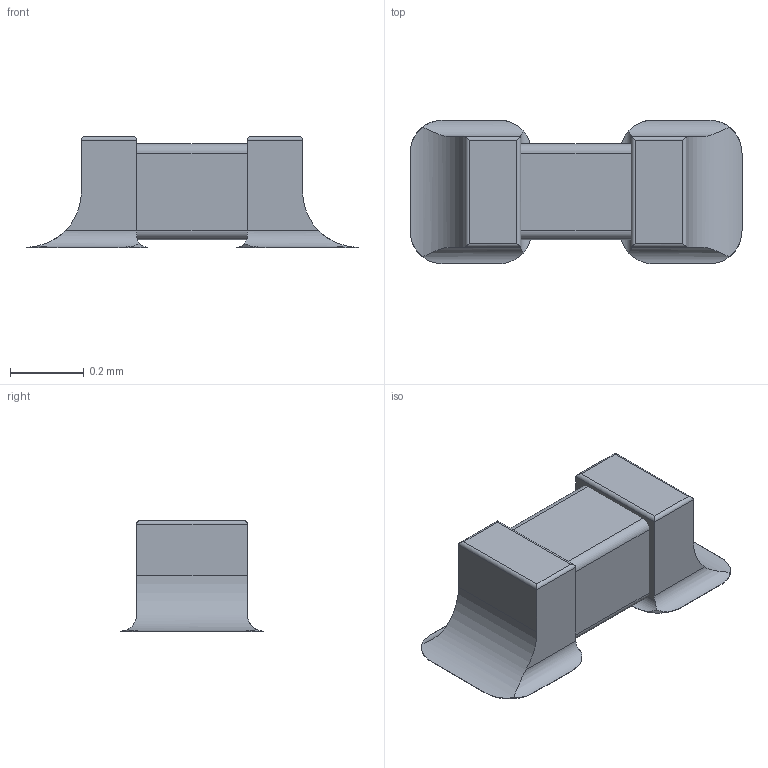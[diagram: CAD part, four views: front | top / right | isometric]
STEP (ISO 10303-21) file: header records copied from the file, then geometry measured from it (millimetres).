
FILE_DESCRIPTION(('FreeCAD Model'),'2;1');
FILE_NAME('Open CASCADE Shape Model','2024-07-08T21:46:39',( 'Michael Cummings'),('Dragon Mobile'), 'Open CASCADE STEP processor 7.6','FreeCAD','Unknown');
FILE_SCHEMA(('AUTOMOTIVE_DESIGN { 1 0 10303 214 1 1 1 1 }'));
Length unit declared in the file: millimetre
Products named in the file (3): CAPC0603X03N; body; contacts
Assembly tree (2 placements, depth 2):
  CAPC0603X03N
    body
    contacts
Bounding box: 0.9 x 0.39 x 0.3 mm (x, y, z)
Volume: 0.1 mm3; surface area: 1.6 mm2
Topology: 3 solids, 3 shells, 54 faces, 139 edges, 91 vertices
Faces by surface type: cylinder 28, plane 26
Entity records: 2279 total; most frequent: CARTESIAN_POINT 910, ORIENTED_EDGE 278, DIRECTION 257, EDGE_CURVE 139, VERTEX_POINT 91, AXIS2_PLACEMENT_3D 87, LINE 83, VECTOR 83
